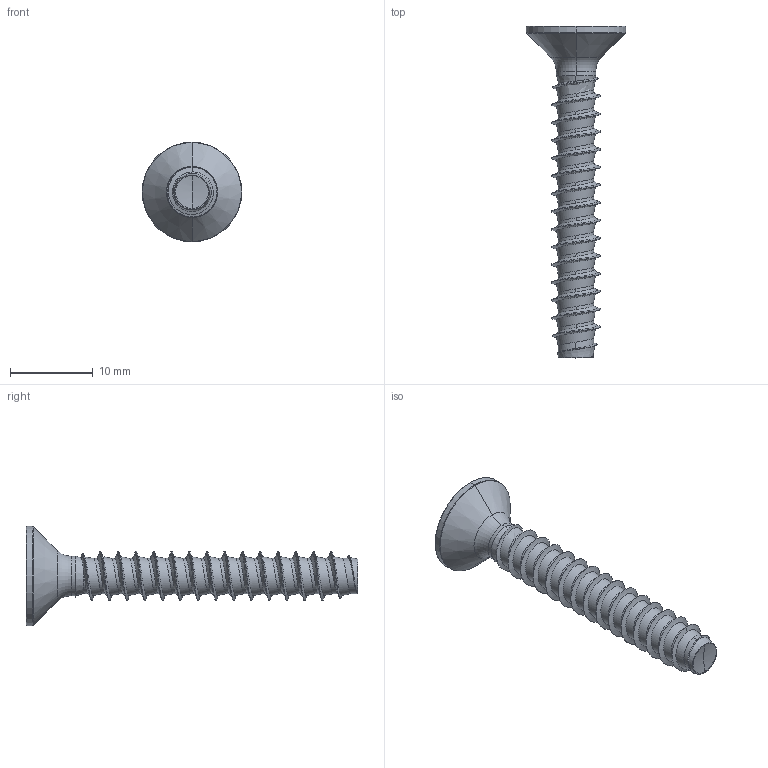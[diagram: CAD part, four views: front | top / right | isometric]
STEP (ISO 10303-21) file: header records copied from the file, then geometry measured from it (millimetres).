
FILE_DESCRIPTION (( 'STEP AP203' ), '1' );
FILE_NAME ('STP330600400.STEP', '2017-08-15T16:51:02', ( '' ), ( '' ), 'SwSTEP 2.0', 'SolidWorks 2015', '' );
FILE_SCHEMA (( 'CONFIG_CONTROL_DESIGN' ));
Length unit declared in the file: millimetre
Products named in the file (1): STP330600400
Bounding box: 12 x 40 x 12 mm (x, y, z)
Volume: 879.6 mm3; surface area: 1115.9 mm2
Topology: 1 solids, 1 shells, 192 faces, 446 edges, 256 vertices
Faces by surface type: cylinder 77, bspline 51, sphere 26, plane 22, cone 10, torus 6
Entity records: 35905 total; most frequent: CARTESIAN_POINT 32007, ORIENTED_EDGE 888, DIRECTION 691, EDGE_CURVE 444, AXIS2_PLACEMENT_3D 280, VERTEX_POINT 256, EDGE_LOOP 194, ADVANCED_FACE 192
